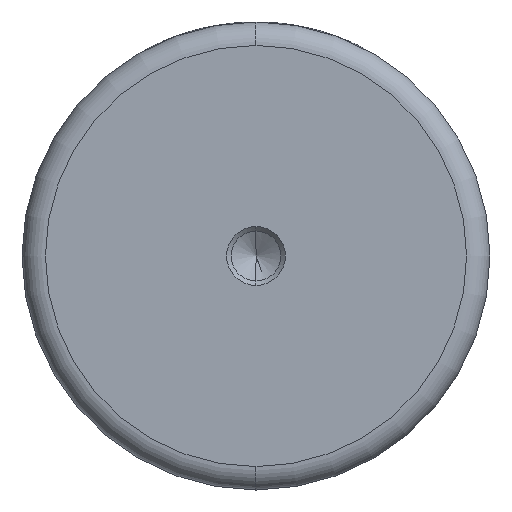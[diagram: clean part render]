
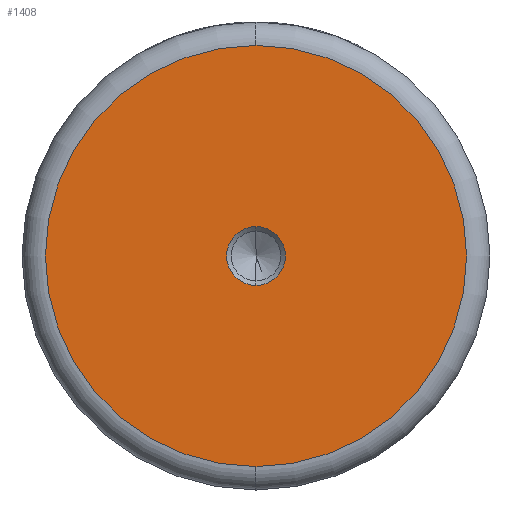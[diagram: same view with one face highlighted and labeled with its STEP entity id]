
A CAD part, left-side view. The second image highlights one B-rep face of the part: STEP entity #1408.
In plain terms, the highlighted planar face has unit normal (-1, 0, 0).
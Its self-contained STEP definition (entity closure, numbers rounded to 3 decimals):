
#1 = FACE_OUTER_BOUND ( 'NONE', #771, .T. ) ;
#101 = DIRECTION ( 'NONE',  ( -1., 0., 0. ) ) ;
#193 = EDGE_LOOP ( 'NONE', ( #1001, #226 ) ) ;
#207 = VERTEX_POINT ( 'NONE', #698 ) ;
#226 = ORIENTED_EDGE ( 'NONE', *, *, #1279, .F. ) ;
#237 = AXIS2_PLACEMENT_3D ( 'NONE', #1064, #362, #1190 ) ;
#303 = CARTESIAN_POINT ( 'NONE',  ( 0., 0., 0. ) ) ;
#317 = EDGE_CURVE ( 'NONE', #391, #207, #1161, .T. ) ;
#349 = ORIENTED_EDGE ( 'NONE', *, *, #1198, .T. ) ;
#358 = CIRCLE ( 'NONE', #1449, 36. ) ;
#362 = DIRECTION ( 'NONE',  ( -1., 0., 0. ) ) ;
#391 = VERTEX_POINT ( 'NONE', #986 ) ;
#429 = DIRECTION ( 'NONE',  ( 0., 0., 1. ) ) ;
#446 = AXIS2_PLACEMENT_3D ( 'NONE', #618, #1468, #734 ) ;
#469 = PLANE ( 'NONE',  #1507 ) ;
#618 = CARTESIAN_POINT ( 'NONE',  ( 0., 0., 0. ) ) ;
#660 = CARTESIAN_POINT ( 'NONE',  ( 0., 0., 0. ) ) ;
#698 = CARTESIAN_POINT ( 'NONE',  ( 0., 0., -36. ) ) ;
#729 = VERTEX_POINT ( 'NONE', #848 ) ;
#734 = DIRECTION ( 'NONE',  ( 0., 0., 1. ) ) ;
#771 = EDGE_LOOP ( 'NONE', ( #1135, #349 ) ) ;
#777 = DIRECTION ( 'NONE',  ( 0., 0., 1. ) ) ;
#848 = CARTESIAN_POINT ( 'NONE',  ( 0., 0., 5.025 ) ) ;
#884 = VERTEX_POINT ( 'NONE', #1521 ) ;
#907 = CIRCLE ( 'NONE', #1516, 5.025 ) ;
#936 = DIRECTION ( 'NONE',  ( 0., 0., 1. ) ) ;
#962 = FACE_BOUND ( 'NONE', #193, .T. ) ;
#986 = CARTESIAN_POINT ( 'NONE',  ( 0., 0., 36. ) ) ;
#1001 = ORIENTED_EDGE ( 'NONE', *, *, #1038, .F. ) ;
#1008 = CIRCLE ( 'NONE', #237, 5.025 ) ;
#1038 = EDGE_CURVE ( 'NONE', #729, #884, #1008, .T. ) ;
#1064 = CARTESIAN_POINT ( 'NONE',  ( 0., 0., 0. ) ) ;
#1135 = ORIENTED_EDGE ( 'NONE', *, *, #317, .T. ) ;
#1137 = DIRECTION ( 'NONE',  ( -1., 0., 0. ) ) ;
#1161 = CIRCLE ( 'NONE', #446, 36. ) ;
#1190 = DIRECTION ( 'NONE',  ( 0., 0., 1. ) ) ;
#1198 = EDGE_CURVE ( 'NONE', #207, #391, #358, .T. ) ;
#1279 = EDGE_CURVE ( 'NONE', #884, #729, #907, .T. ) ;
#1302 = CARTESIAN_POINT ( 'NONE',  ( 0., 0., 0. ) ) ;
#1408 = ADVANCED_FACE ( 'NONE', ( #962, #1 ), #469, .T. ) ;
#1449 = AXIS2_PLACEMENT_3D ( 'NONE', #303, #1137, #429 ) ;
#1468 = DIRECTION ( 'NONE',  ( -1., 0., 0. ) ) ;
#1507 = AXIS2_PLACEMENT_3D ( 'NONE', #1302, #101, #936 ) ;
#1513 = DIRECTION ( 'NONE',  ( -1., 0., 0. ) ) ;
#1516 = AXIS2_PLACEMENT_3D ( 'NONE', #660, #1513, #777 ) ;
#1521 = CARTESIAN_POINT ( 'NONE',  ( 0., 0., -5.025 ) ) ;
